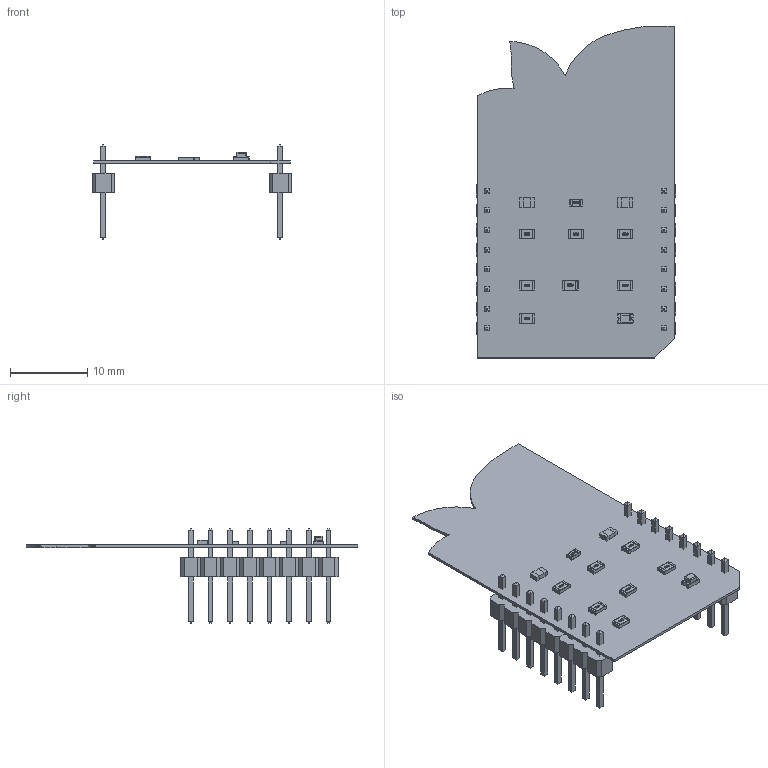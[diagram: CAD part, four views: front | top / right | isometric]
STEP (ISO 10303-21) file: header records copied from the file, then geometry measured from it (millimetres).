
FILE_DESCRIPTION(('Open CASCADE Model'),'2;1');
FILE_NAME('Open CASCADE Shape Model','2018-02-02T10:09:47',('Author'),( 'Open CASCADE'),'Open CASCADE STEP processor 6.8','Open CASCADE 6.8' ,'Unknown');
FILE_SCHEMA(('AUTOMOTIVE_DESIGN { 1 0 10303 214 1 1 1 1 }'));
Length unit declared in the file: millimetre
Products named in the file (30): PCB; Board; MBD1; 494700656; User_Library-PinHeaderX3_PinHeader_Body_1; User_Library-PinHeaderX3_PinHeader_Pins_1; 494714352; 494695920; User_Library-PinHeaderX5-1_PinHeaderX5_Pins_1; User_Library-PinHeaderX5-1_PinHeaderX5_Body_1; 494712560; JP1; User_Library-R_0805; RT1; User_Library-R_0603; R6; R5; R4; R3; R2; R1; C2; User_Library-SMD_CAPACITOR0805; C1; LD1; led_0805_green
Assembly tree (36 placements, depth 4):
  PCB
    Board
    MBD1
      494700656
        User_Library-PinHeaderX3_PinHeader_Body_1
        User_Library-PinHeaderX3_PinHeader_Pins_1
      494714352
        User_Library-PinHeaderX3_PinHeader_Body_1
        User_Library-PinHeaderX3_PinHeader_Pins_1
      494695920
        User_Library-PinHeaderX5-1_PinHeaderX5_Pins_1
        User_Library-PinHeaderX5-1_PinHeaderX5_Body_1
      494712560
        User_Library-PinHeaderX5-1_PinHeaderX5_Pins_1
        User_Library-PinHeaderX5-1_PinHeaderX5_Body_1
    JP1
      User_Library-R_0805
    RT1
      User_Library-R_0603
    R6
      User_Library-R_0805
    R5
      User_Library-R_0805
    R4
      User_Library-R_0805
    R3
      User_Library-R_0805
    R2
      User_Library-R_0805
    R1
      User_Library-R_0805
    C2
      User_Library-SMD_CAPACITOR0805
    C1
      User_Library-SMD_CAPACITOR0805
    LD1
      led_0805_green
Bounding box: 25.79 x 42.87 x 12.19 mm (x, y, z)
Volume: 733.9 mm3; surface area: 3269.1 mm2
Topology: 44 solids, 44 shells, 1282 faces, 3207 edges, 2062 vertices
Faces by surface type: plane 874, bspline 339, cylinder 49, sphere 20
Entity records: 29098 total; most frequent: CARTESIAN_POINT 8887, ORIENTED_EDGE 3290, DIRECTION 2761, EDGE_CURVE 1645, LINE 1401, VECTOR 1401, VERTEX_POINT 1042, AXIS2_PLACEMENT_3D 680
